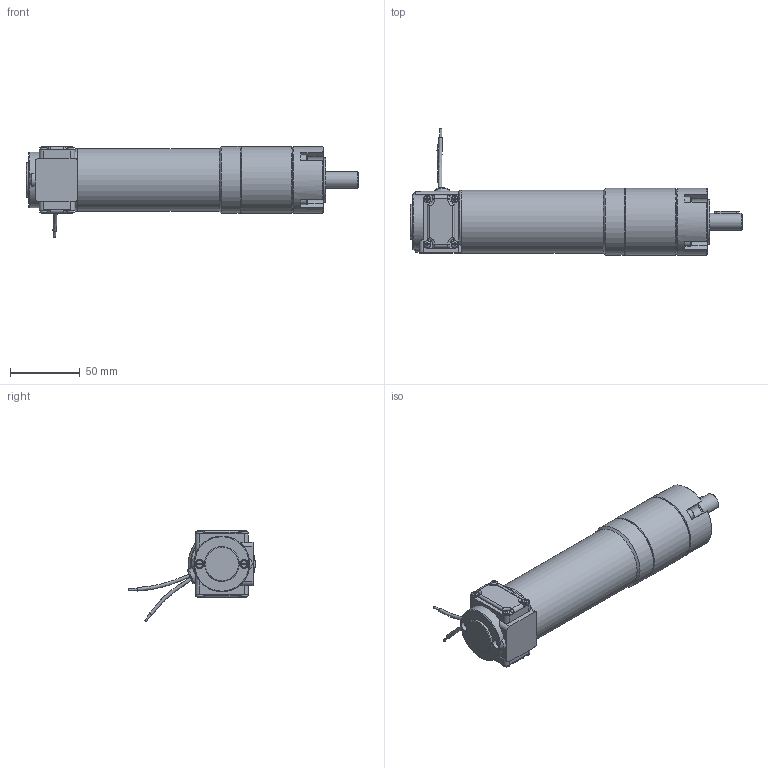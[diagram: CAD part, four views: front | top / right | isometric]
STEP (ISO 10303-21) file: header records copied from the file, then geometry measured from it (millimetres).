
FILE_DESCRIPTION (( 'STEP AP203' ), '1' );
FILE_NAME ('GNM2670A-GP48.2 2-stufig.STEP', '2019-11-21T14:15:42', ( '' ), ( '' ), 'SwSTEP 2.0', 'SolidWorks 2019', '' );
FILE_SCHEMA (( 'CONFIG_CONTROL_DESIGN' ));
Length unit declared in the file: millimetre
Products named in the file (1): GNM2670A-GP48.2 2-stufig
Bounding box: 238 x 90.73 x 65.35 mm (x, y, z)
Volume: 357734.1 mm3; surface area: 40971.2 mm2
Topology: 1 solids, 1 shells, 541 faces, 1311 edges, 801 vertices
Faces by surface type: plane 300, cylinder 98, cone 98, torus 35, sphere 8, bspline 2
Full cylindrical faces by diameter (mm): 1.5 x2, 1.7 x2, 3.3 x1, 4.2 x4, 4.3 x1, 5 x8, 5.5 x2, 6.5 x2, 7 x4, 11 x1, 11.5 x1, 12 x1, 16.8 x1, 23.2 x1, 25 x1, 28 x1, 32 x1, 44.994 x1, 45 x1, 48 x3
Entity records: 16034 total; most frequent: CARTESIAN_POINT 3901, DIRECTION 2619, ORIENTED_EDGE 2380, EDGE_CURVE 1190, AXIS2_PLACEMENT_3D 1067, VERTEX_POINT 765, EDGE_LOOP 655, FACE_OUTER_BOUND 593
